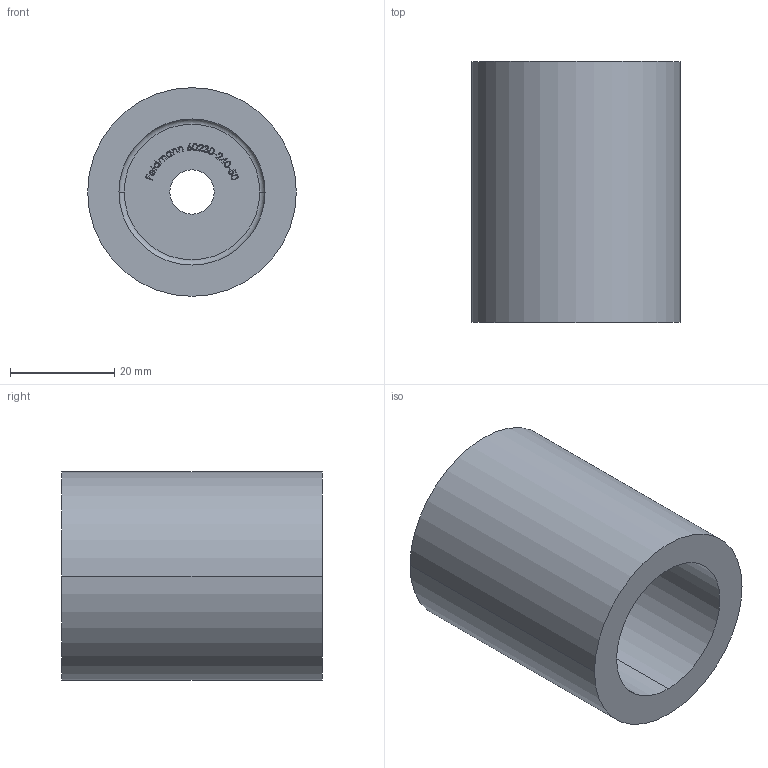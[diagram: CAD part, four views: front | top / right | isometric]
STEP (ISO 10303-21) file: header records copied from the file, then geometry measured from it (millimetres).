
FILE_DESCRIPTION (( 'STEP AP203' ), '1' );
FILE_NAME ('60230-240-50.step', '2020-10-27T08:38:38', ( '' ), ( '' ), 'SwSTEP 2.0', 'SolidWorks 2018', '' );
FILE_SCHEMA (( 'CONFIG_CONTROL_DESIGN' ));
Length unit declared in the file: millimetre
Products named in the file (2): 60230-240-50
Bounding box: 40 x 50 x 40 mm (x, y, z)
Volume: 34853.7 mm3; surface area: 12740.4 mm2
Topology: 1 solids, 1 shells, 268 faces, 706 edges, 470 vertices
Faces by surface type: plane 131, bspline 127, cylinder 6, torus 2, cone 2
Entity records: 15903 total; most frequent: CARTESIAN_POINT 9965, ORIENTED_EDGE 1412, DIRECTION 758, EDGE_CURVE 706, VERTEX_POINT 470, LINE 432, VECTOR 432, EDGE_LOOP 300
